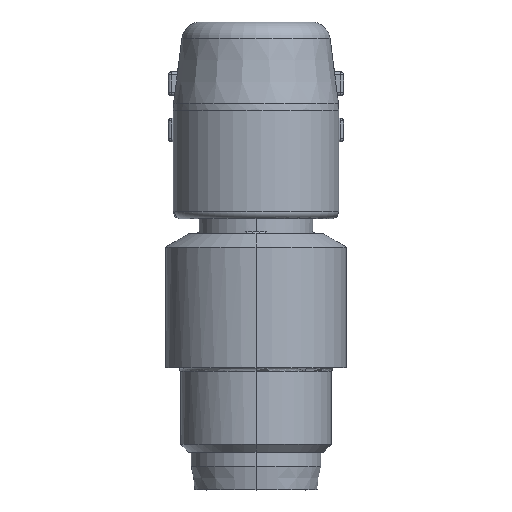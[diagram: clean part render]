
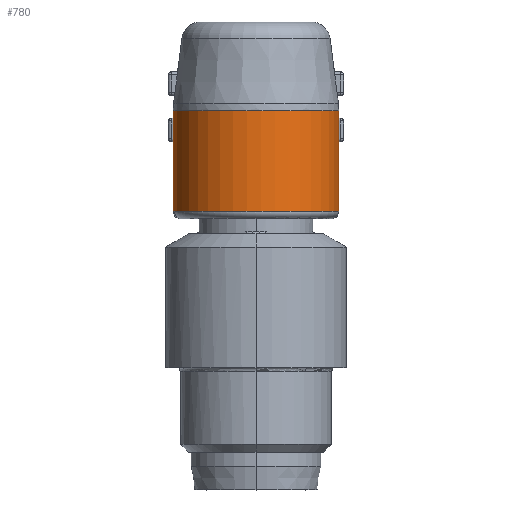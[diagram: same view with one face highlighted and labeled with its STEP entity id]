
A CAD part, front view. The second image highlights one B-rep face of the part: STEP entity #780.
In plain terms, the highlighted cylindrical face has radius 4.4 mm (diameter 8.8 mm), a partial arc.
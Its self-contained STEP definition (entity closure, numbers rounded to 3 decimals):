
#706=AXIS2_PLACEMENT_3D('Cylinder Axis2P3D',#703,#704,#705) ;
#191=CARTESIAN_POINT('Line Origine',(9.2,4.8,24.85)) ;
#195=CARTESIAN_POINT('Vertex',(9.2,4.8,18.65)) ;
#197=CARTESIAN_POINT('Vertex',(9.2,4.8,14.8)) ;
#204=CARTESIAN_POINT('Vertex',(0.4,4.8,14.8)) ;
#207=CARTESIAN_POINT('Line Origine',(0.4,4.8,24.85)) ;
#211=CARTESIAN_POINT('Vertex',(0.4,4.8,18.65)) ;
#703=CARTESIAN_POINT('Axis2P3D Location',(4.8,4.8,24.85)) ;
#708=CARTESIAN_POINT('Line Origine',(0.4,4.8,24.85)) ;
#712=CARTESIAN_POINT('Vertex',(0.4,4.8,19.6)) ;
#714=CARTESIAN_POINT('Vertex',(0.4,4.8,20.15)) ;
#717=CARTESIAN_POINT('Line Origine',(0.4,4.8,24.85)) ;
#723=CARTESIAN_POINT('Control Point',(9.2,4.8,14.8)) ;
#724=CARTESIAN_POINT('Control Point',(9.2,4.109,14.8)) ;
#725=CARTESIAN_POINT('Control Point',(9.064,3.418,14.8)) ;
#726=CARTESIAN_POINT('Control Point',(8.793,2.762,14.8)) ;
#727=CARTESIAN_POINT('Control Point',(8.007,1.593,14.8)) ;
#728=CARTESIAN_POINT('Control Point',(6.838,0.807,14.8)) ;
#729=CARTESIAN_POINT('Control Point',(6.182,0.536,14.8)) ;
#730=CARTESIAN_POINT('Control Point',(4.8,0.264,14.8)) ;
#731=CARTESIAN_POINT('Control Point',(3.418,0.536,14.8)) ;
#732=CARTESIAN_POINT('Control Point',(2.762,0.807,14.8)) ;
#733=CARTESIAN_POINT('Control Point',(1.593,1.593,14.8)) ;
#734=CARTESIAN_POINT('Control Point',(0.807,2.762,14.8)) ;
#735=CARTESIAN_POINT('Control Point',(0.536,3.418,14.8)) ;
#736=CARTESIAN_POINT('Control Point',(0.4,4.109,14.8)) ;
#737=CARTESIAN_POINT('Control Point',(0.4,4.8,14.8)) ;
#739=CARTESIAN_POINT('Line Origine',(9.2,4.8,24.85)) ;
#743=CARTESIAN_POINT('Vertex',(9.2,4.8,19.6)) ;
#746=CARTESIAN_POINT('Line Origine',(9.2,4.8,24.85)) ;
#750=CARTESIAN_POINT('Vertex',(9.2,4.8,20.15)) ;
#754=CARTESIAN_POINT('Control Point',(9.2,4.8,20.15)) ;
#755=CARTESIAN_POINT('Control Point',(9.2,4.109,20.15)) ;
#756=CARTESIAN_POINT('Control Point',(9.064,3.418,20.15)) ;
#757=CARTESIAN_POINT('Control Point',(8.793,2.762,20.15)) ;
#758=CARTESIAN_POINT('Control Point',(8.007,1.593,20.15)) ;
#759=CARTESIAN_POINT('Control Point',(6.838,0.807,20.15)) ;
#760=CARTESIAN_POINT('Control Point',(6.182,0.536,20.15)) ;
#761=CARTESIAN_POINT('Control Point',(4.8,0.264,20.15)) ;
#762=CARTESIAN_POINT('Control Point',(3.418,0.536,20.15)) ;
#763=CARTESIAN_POINT('Control Point',(2.762,0.807,20.15)) ;
#764=CARTESIAN_POINT('Control Point',(1.593,1.593,20.15)) ;
#765=CARTESIAN_POINT('Control Point',(0.807,2.762,20.15)) ;
#766=CARTESIAN_POINT('Control Point',(0.536,3.418,20.15)) ;
#767=CARTESIAN_POINT('Control Point',(0.4,4.109,20.15)) ;
#768=CARTESIAN_POINT('Control Point',(0.4,4.8,20.15)) ;
#192=DIRECTION('Vector Direction',(0.,0.,1.)) ;
#208=DIRECTION('Vector Direction',(0.,0.,1.)) ;
#704=DIRECTION('Axis2P3D Direction',(0.,0.,1.)) ;
#705=DIRECTION('Axis2P3D XDirection',(-1.,0.,0.)) ;
#709=DIRECTION('Vector Direction',(0.,0.,1.)) ;
#718=DIRECTION('Vector Direction',(0.,0.,1.)) ;
#740=DIRECTION('Vector Direction',(0.,0.,1.)) ;
#747=DIRECTION('Vector Direction',(0.,0.,1.)) ;
#193=VECTOR('Line Direction',#192,1.) ;
#209=VECTOR('Line Direction',#208,1.) ;
#710=VECTOR('Line Direction',#709,1.) ;
#719=VECTOR('Line Direction',#718,1.) ;
#741=VECTOR('Line Direction',#740,1.) ;
#748=VECTOR('Line Direction',#747,1.) ;
#771=ORIENTED_EDGE('',*,*,#716,.F.) ;
#772=ORIENTED_EDGE('',*,*,#721,.F.) ;
#773=ORIENTED_EDGE('',*,*,#213,.F.) ;
#774=ORIENTED_EDGE('',*,*,#738,.F.) ;
#775=ORIENTED_EDGE('',*,*,#199,.F.) ;
#776=ORIENTED_EDGE('',*,*,#745,.F.) ;
#777=ORIENTED_EDGE('',*,*,#752,.F.) ;
#778=ORIENTED_EDGE('',*,*,#769,.T.) ;
#780=ADVANCED_FACE('Hauptkoerper',(#779),#707,.T.) ;
#722=B_SPLINE_CURVE_WITH_KNOTS('',5,(#723,#724,#725,#726,#727,#728,#729,#730,#731,#732,#733,#734,#735,#736,#737),.UNSPECIFIED.,.F.,.U.,(6,3,3,3,6),(-6.912,-3.456,0.,3.456,6.912),.UNSPECIFIED.) ;
#753=B_SPLINE_CURVE_WITH_KNOTS('',5,(#754,#755,#756,#757,#758,#759,#760,#761,#762,#763,#764,#765,#766,#767,#768),.UNSPECIFIED.,.F.,.U.,(6,3,3,3,6),(-6.912,-3.456,0.,3.456,6.912),.UNSPECIFIED.) ;
#707=CYLINDRICAL_SURFACE('generated cylinder',#706,4.4) ;
#199=EDGE_CURVE('',#196,#198,#194,.F.) ;
#213=EDGE_CURVE('',#205,#212,#210,.T.) ;
#716=EDGE_CURVE('',#713,#715,#711,.T.) ;
#721=EDGE_CURVE('',#212,#713,#720,.T.) ;
#738=EDGE_CURVE('',#198,#205,#722,.T.) ;
#745=EDGE_CURVE('',#744,#196,#742,.F.) ;
#752=EDGE_CURVE('',#751,#744,#749,.F.) ;
#769=EDGE_CURVE('',#751,#715,#753,.T.) ;
#770=EDGE_LOOP('',(#771,#772,#773,#774,#775,#776,#777,#778)) ;
#779=FACE_OUTER_BOUND('',#770,.T.) ;
#194=LINE('Line',#191,#193) ;
#210=LINE('Line',#207,#209) ;
#711=LINE('Line',#708,#710) ;
#720=LINE('Line',#717,#719) ;
#742=LINE('Line',#739,#741) ;
#749=LINE('Line',#746,#748) ;
#196=VERTEX_POINT('',#195) ;
#198=VERTEX_POINT('',#197) ;
#205=VERTEX_POINT('',#204) ;
#212=VERTEX_POINT('',#211) ;
#713=VERTEX_POINT('',#712) ;
#715=VERTEX_POINT('',#714) ;
#744=VERTEX_POINT('',#743) ;
#751=VERTEX_POINT('',#750) ;
